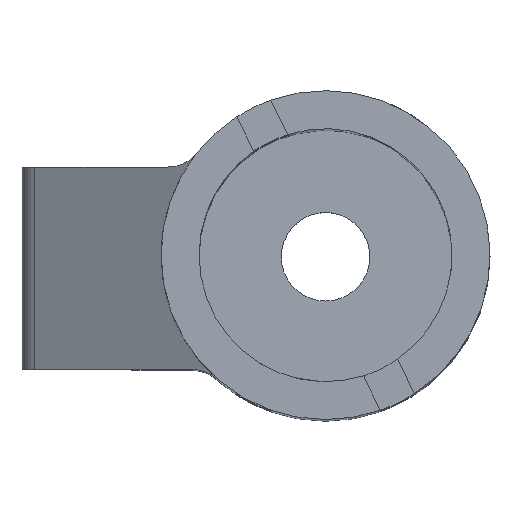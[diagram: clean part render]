
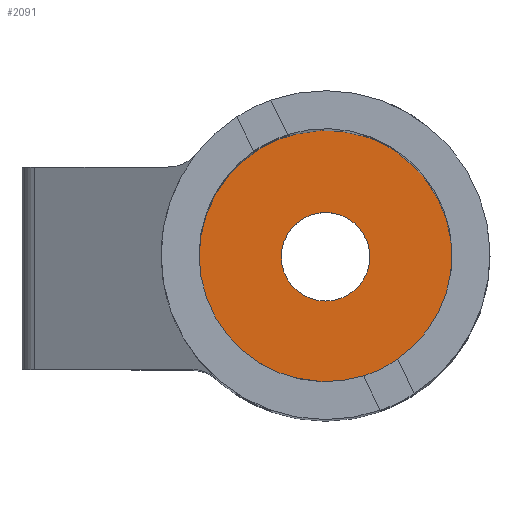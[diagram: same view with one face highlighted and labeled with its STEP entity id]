
A CAD part, top view. The second image highlights one B-rep face of the part: STEP entity #2091.
In plain terms, the highlighted planar face has unit normal (0, 0, 1).
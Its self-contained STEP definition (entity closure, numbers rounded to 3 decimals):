
#33=FACE_BOUND('',#416,.T.);
#71=CIRCLE('',#2207,13.);
#102=CIRCLE('',#2238,13.);
#127=CIRCLE('',#2293,10.);
#128=CIRCLE('',#2294,10.);
#129=CIRCLE('',#2295,10.);
#130=CIRCLE('',#2296,3.5);
#193=PLANE('',#2292);
#294=FACE_OUTER_BOUND('',#415,.T.);
#415=EDGE_LOOP('',(#1739,#1740,#1741,#1742,#1743,#1744,#1745,#1746,#1747));
#416=EDGE_LOOP('',(#1748));
#613=LINE('',#3421,#814);
#614=LINE('',#3424,#815);
#615=LINE('',#3426,#816);
#616=LINE('',#3431,#817);
#814=VECTOR('',#2772,10.);
#815=VECTOR('',#2775,10.);
#816=VECTOR('',#2776,10.);
#817=VECTOR('',#2781,10.);
#952=VERTEX_POINT('',#3153);
#953=VERTEX_POINT('',#3154);
#1008=VERTEX_POINT('',#3267);
#1011=VERTEX_POINT('',#3272);
#1055=VERTEX_POINT('',#3420);
#1056=VERTEX_POINT('',#3422);
#1057=VERTEX_POINT('',#3425);
#1058=VERTEX_POINT('',#3427);
#1059=VERTEX_POINT('',#3429);
#1060=VERTEX_POINT('',#3432);
#1179=EDGE_CURVE('',#952,#953,#71,.T.);
#1240=EDGE_CURVE('',#1008,#1011,#102,.T.);
#1313=EDGE_CURVE('',#953,#1055,#613,.T.);
#1314=EDGE_CURVE('',#1055,#1056,#127,.T.);
#1315=EDGE_CURVE('',#1056,#1008,#614,.T.);
#1316=EDGE_CURVE('',#1011,#1057,#615,.T.);
#1317=EDGE_CURVE('',#1057,#1058,#128,.T.);
#1318=EDGE_CURVE('',#1058,#1059,#129,.T.);
#1319=EDGE_CURVE('',#1059,#952,#616,.T.);
#1320=EDGE_CURVE('',#1060,#1060,#130,.T.);
#1739=ORIENTED_EDGE('',*,*,#1313,.T.);
#1740=ORIENTED_EDGE('',*,*,#1314,.T.);
#1741=ORIENTED_EDGE('',*,*,#1315,.T.);
#1742=ORIENTED_EDGE('',*,*,#1240,.T.);
#1743=ORIENTED_EDGE('',*,*,#1316,.T.);
#1744=ORIENTED_EDGE('',*,*,#1317,.T.);
#1745=ORIENTED_EDGE('',*,*,#1318,.T.);
#1746=ORIENTED_EDGE('',*,*,#1319,.T.);
#1747=ORIENTED_EDGE('',*,*,#1179,.T.);
#1748=ORIENTED_EDGE('',*,*,#1320,.T.);
#2091=ADVANCED_FACE('',(#294,#33),#193,.T.);
#2207=AXIS2_PLACEMENT_3D('',#3155,#2522,#2523);
#2238=AXIS2_PLACEMENT_3D('',#3274,#2614,#2615);
#2292=AXIS2_PLACEMENT_3D('',#3419,#2770,#2771);
#2293=AXIS2_PLACEMENT_3D('',#3423,#2773,#2774);
#2294=AXIS2_PLACEMENT_3D('',#3428,#2777,#2778);
#2295=AXIS2_PLACEMENT_3D('',#3430,#2779,#2780);
#2296=AXIS2_PLACEMENT_3D('',#3433,#2782,#2783);
#2522=DIRECTION('center_axis',(0.,0.,1.));
#2523=DIRECTION('ref_axis',(1.,0.,0.));
#2614=DIRECTION('center_axis',(0.,0.,1.));
#2615=DIRECTION('ref_axis',(1.,0.,0.));
#2770=DIRECTION('center_axis',(0.,0.,1.));
#2771=DIRECTION('ref_axis',(1.,0.,0.));
#2772=DIRECTION('',(0.44,0.898,0.));
#2773=DIRECTION('center_axis',(0.,0.,1.));
#2774=DIRECTION('ref_axis',(1.,0.,0.));
#2775=DIRECTION('',(0.44,0.898,0.));
#2776=DIRECTION('',(-0.44,-0.898,0.));
#2777=DIRECTION('center_axis',(0.,0.,1.));
#2778=DIRECTION('ref_axis',(1.,0.,0.));
#2779=DIRECTION('center_axis',(0.,0.,1.));
#2780=DIRECTION('ref_axis',(1.,0.,0.));
#2781=DIRECTION('',(-0.44,-0.898,0.));
#2782=DIRECTION('center_axis',(0.,0.,-1.));
#2783=DIRECTION('ref_axis',(1.,0.,0.));
#3153=CARTESIAN_POINT('',(82.975,-8.438,-35.5));
#3154=CARTESIAN_POINT('',(85.669,-9.757,-35.5));
#3155=CARTESIAN_POINT('Origin',(90.,2.5,-35.5));
#3267=CARTESIAN_POINT('',(97.025,13.438,-35.5));
#3272=CARTESIAN_POINT('',(94.331,14.757,-35.5));
#3274=CARTESIAN_POINT('Origin',(90.,2.5,-35.5));
#3419=CARTESIAN_POINT('Origin',(90.,2.5,-35.5));
#3420=CARTESIAN_POINT('',(87.,-7.039,-35.5));
#3421=CARTESIAN_POINT('',(85.669,-9.757,-35.5));
#3422=CARTESIAN_POINT('',(95.694,10.72,-35.5));
#3423=CARTESIAN_POINT('Origin',(90.,2.5,-35.5));
#3424=CARTESIAN_POINT('',(95.694,10.72,-35.5));
#3425=CARTESIAN_POINT('',(93.,12.039,-35.5));
#3426=CARTESIAN_POINT('',(94.331,14.757,-35.5));
#3427=CARTESIAN_POINT('',(80.,2.5,-35.5));
#3428=CARTESIAN_POINT('Origin',(90.,2.5,-35.5));
#3429=CARTESIAN_POINT('',(84.306,-5.72,-35.5));
#3430=CARTESIAN_POINT('Origin',(90.,2.5,-35.5));
#3431=CARTESIAN_POINT('',(84.306,-5.72,-35.5));
#3432=CARTESIAN_POINT('',(86.5,2.5,-35.5));
#3433=CARTESIAN_POINT('Origin',(90.,2.5,-35.5));
